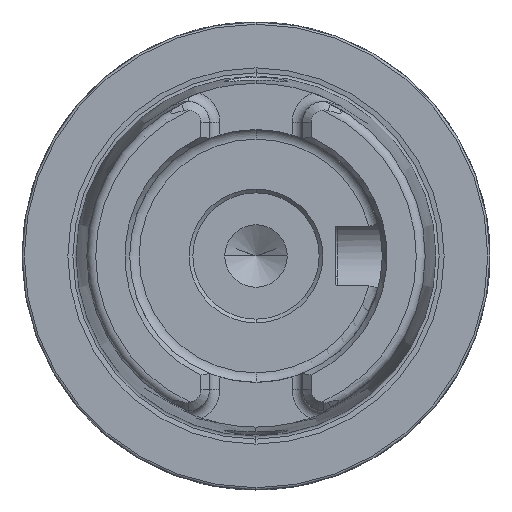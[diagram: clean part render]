
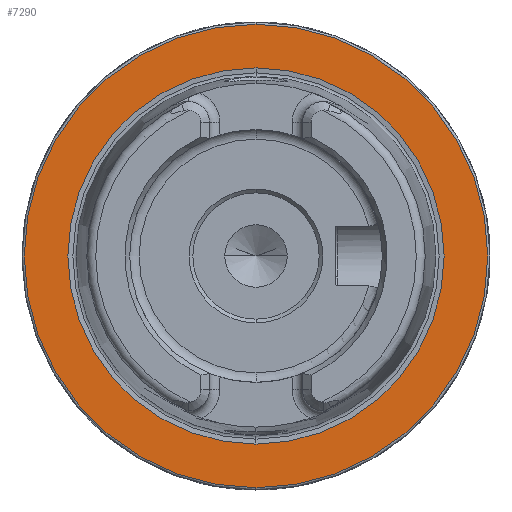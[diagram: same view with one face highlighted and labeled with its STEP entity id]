
A CAD part, left-side view. The second image highlights one B-rep face of the part: STEP entity #7290.
In plain terms, the highlighted planar face has unit normal (-1, 0, 0).
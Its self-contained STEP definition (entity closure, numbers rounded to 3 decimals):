
#1604 = ORIENTED_EDGE ( 'NONE', *, *, #10473, .F. ) ;
#1605 = ORIENTED_EDGE ( 'NONE', *, *, #7561, .F. ) ;
#1606 = ORIENTED_EDGE ( 'NONE', *, *, #7565, .T. ) ;
#1607 = ORIENTED_EDGE ( 'NONE', *, *, #10472, .T. ) ;
#2067 = CIRCLE ( 'NONE', #5726, 25.324 ) ;
#2074 = CIRCLE ( 'NONE', #5729, 31.2 ) ;
#2719 = CARTESIAN_POINT ( 'NONE',  ( 0., 0., -25.324 ) ) ;
#2724 = CARTESIAN_POINT ( 'NONE',  ( 0., 0., 25.324 ) ) ;
#2726 = CARTESIAN_POINT ( 'NONE',  ( 0., 0., 31.2 ) ) ;
#2727 = CARTESIAN_POINT ( 'NONE',  ( 0., 0., -31.2 ) ) ;
#4272 = FACE_BOUND ( 'NONE', #11589, .T. ) ;
#4282 = FACE_OUTER_BOUND ( 'NONE', #11588, .T. ) ;
#4606 = CARTESIAN_POINT ( 'NONE',  ( 0., 31.2, 0. ) ) ;
#4609 = PLANE ( 'NONE',  #5624 ) ;
#4611 = DIRECTION ( 'NONE',  ( 1., 0., 0. ) ) ;
#4612 = DIRECTION ( 'NONE',  ( 0., 0., -1. ) ) ;
#5624 = AXIS2_PLACEMENT_3D ( 'NONE', #4606, #4611, #4612 ) ;
#5726 = AXIS2_PLACEMENT_3D ( 'NONE', #7939, #7940, #7941 ) ;
#5729 = AXIS2_PLACEMENT_3D ( 'NONE', #7948, #7949, #7950 ) ;
#5893 = AXIS2_PLACEMENT_3D ( 'NONE', #8542, #8543, #8544 ) ;
#5894 = AXIS2_PLACEMENT_3D ( 'NONE', #8545, #8546, #8547 ) ;
#7290 = ADVANCED_FACE ( 'NONE', ( #4272, #4282 ), #4609, .F. ) ;
#7561 = EDGE_CURVE ( 'NONE', #9849, #9854, #2067, .T. ) ;
#7565 = EDGE_CURVE ( 'NONE', #9856, #9857, #2074, .T. ) ;
#7939 = CARTESIAN_POINT ( 'NONE',  ( 0., 0., 0. ) ) ;
#7940 = DIRECTION ( 'NONE',  ( -1., 0., 0. ) ) ;
#7941 = DIRECTION ( 'NONE',  ( 0., 0., 1. ) ) ;
#7948 = CARTESIAN_POINT ( 'NONE',  ( 0., 0., 0. ) ) ;
#7949 = DIRECTION ( 'NONE',  ( -1., 0., 0. ) ) ;
#7950 = DIRECTION ( 'NONE',  ( 0., 0., 1. ) ) ;
#8542 = CARTESIAN_POINT ( 'NONE',  ( 0., 0., 0. ) ) ;
#8543 = DIRECTION ( 'NONE',  ( -1., 0., 0. ) ) ;
#8544 = DIRECTION ( 'NONE',  ( 0., 0., 1. ) ) ;
#8545 = CARTESIAN_POINT ( 'NONE',  ( 0., 0., 0. ) ) ;
#8546 = DIRECTION ( 'NONE',  ( -1., 0., 0. ) ) ;
#8547 = DIRECTION ( 'NONE',  ( 0., 0., 1. ) ) ;
#8901 = CIRCLE ( 'NONE', #5893, 31.2 ) ;
#8902 = CIRCLE ( 'NONE', #5894, 25.324 ) ;
#9849 = VERTEX_POINT ( 'NONE', #2719 ) ;
#9854 = VERTEX_POINT ( 'NONE', #2724 ) ;
#9856 = VERTEX_POINT ( 'NONE', #2726 ) ;
#9857 = VERTEX_POINT ( 'NONE', #2727 ) ;
#10472 = EDGE_CURVE ( 'NONE', #9857, #9856, #8901, .T. ) ;
#10473 = EDGE_CURVE ( 'NONE', #9854, #9849, #8902, .T. ) ;
#11588 = EDGE_LOOP ( 'NONE', ( #1606, #1607 ) ) ;
#11589 = EDGE_LOOP ( 'NONE', ( #1604, #1605 ) ) ;
